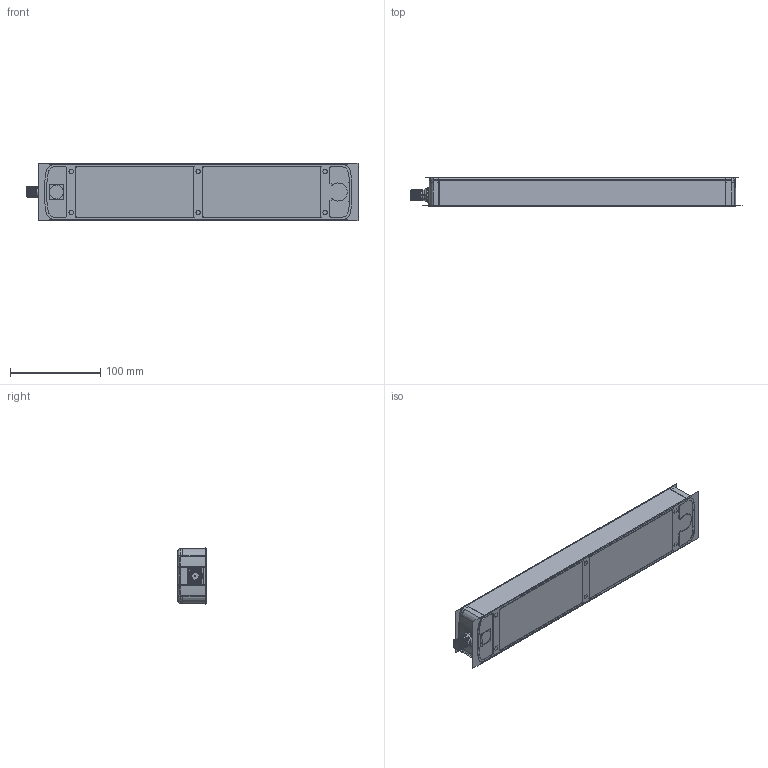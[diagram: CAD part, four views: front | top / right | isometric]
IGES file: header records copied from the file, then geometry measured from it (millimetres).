
Start section:  PTC IGES file: 238830_sm01.igs
Global section: file name: 238830_sm01.igs; native system: Creo Parametric by PTC Inc.; preprocessor: 2022414; author: banengservice; organization: Unknown; date: 20240604.101822; units: millimetre
Bounding box: 367.37 x 31.88 x 63.33 mm (x, y, z)
Volume: 431952.5 mm3; surface area: 425399.2 mm2
Topology: 2 solids, 2 shells, 3534 faces, 17397 edges, 21622 vertices
Faces by surface type: bspline 1970, revolution 1564
